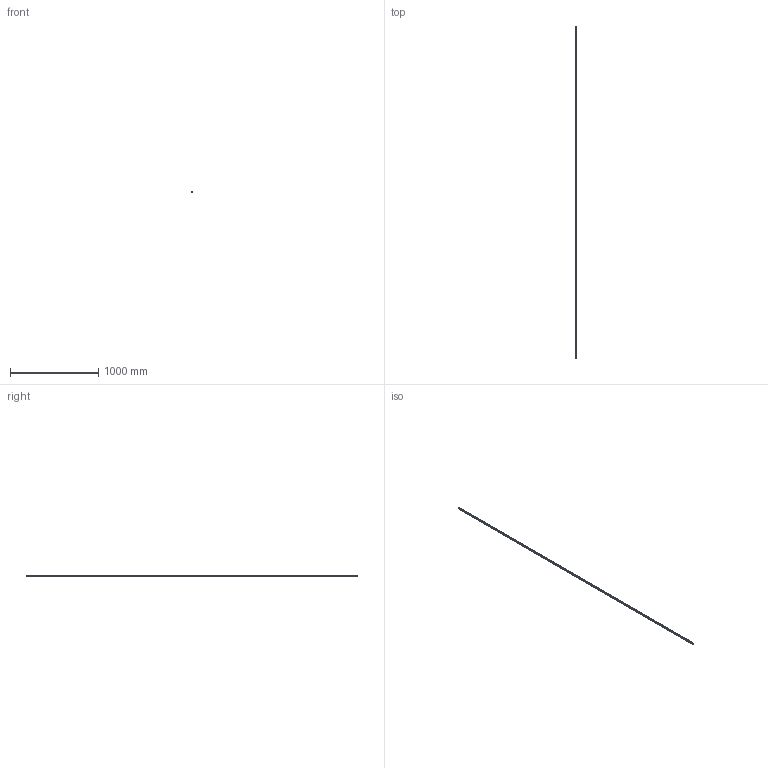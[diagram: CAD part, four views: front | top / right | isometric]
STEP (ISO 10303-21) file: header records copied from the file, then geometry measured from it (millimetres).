
FILE_DESCRIPTION(('STEP AP214'),'1');
FILE_NAME('cctmp_43F9D35B-FE1E-41F5-81D4-50D77AE47D17_2020_5_5_14_30_29_618..stp','2020-05-05T12:30:29',('HIWIN GmbH'),('CADClick - www.CADClick.com'),'Spatial InterOp 3D',' ','unknown authorization');
FILE_SCHEMA(('AUTOMOTIVE_DESIGN'));
Length unit declared in the file: millimetre
Products named in the file (1): HGR15R3770H_FILE
Bounding box: 15 x 3770 x 15 mm (x, y, z)
Volume: 692609.5 mm3; surface area: 250930.5 mm2
Topology: 1 solids, 1 shells, 682 faces, 1461 edges, 974 vertices
Faces by surface type: cylinder 404, plane 278
Entity records: 24313 total; most frequent: DIRECTION 3635, CARTESIAN_POINT 3118, ORIENTED_EDGE 2922, AXIS2_PLACEMENT_3D 1491, EDGE_CURVE 1461, VERTEX_POINT 974, EDGE_LOOP 875, CIRCLE 808
